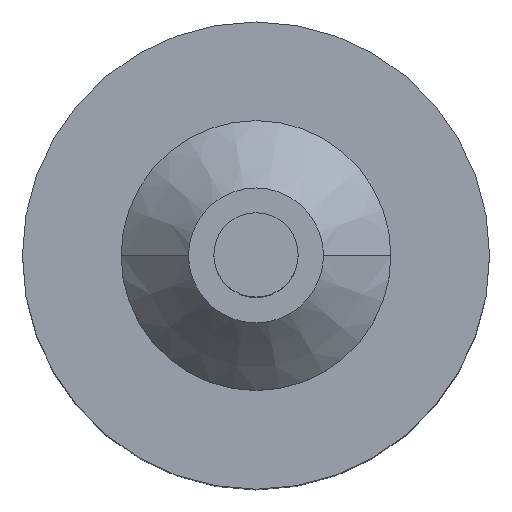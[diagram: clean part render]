
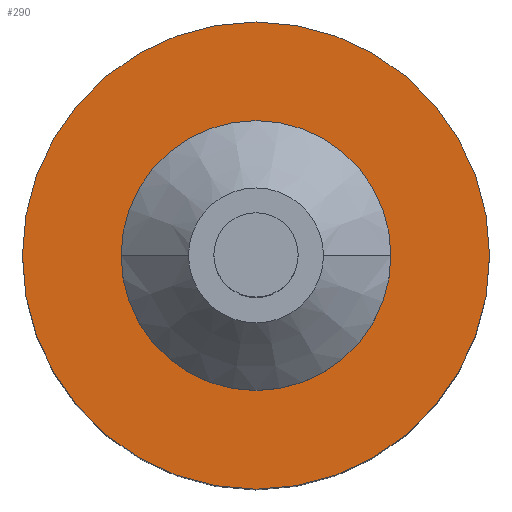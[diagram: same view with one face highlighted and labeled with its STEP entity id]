
A CAD part, top view. The second image highlights one B-rep face of the part: STEP entity #290.
In plain terms, the highlighted planar face has unit normal (0, 0, 1).
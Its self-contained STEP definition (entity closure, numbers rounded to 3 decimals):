
#5 = VERTEX_POINT ( 'NONE', #311 ) ;
#87 = DIRECTION ( 'NONE',  ( 0., 0., 1. ) ) ;
#100 = VERTEX_POINT ( 'NONE', #221 ) ;
#101 = CARTESIAN_POINT ( 'NONE',  ( -13.85, 0., 26.2 ) ) ;
#116 = EDGE_CURVE ( 'NONE', #5, #555, #570, .T. ) ;
#118 = FACE_BOUND ( 'NONE', #510, .T. ) ;
#125 = EDGE_CURVE ( 'NONE', #100, #252, #598, .T. ) ;
#150 = CARTESIAN_POINT ( 'NONE',  ( 0., 0., 26.2 ) ) ;
#182 = EDGE_CURVE ( 'NONE', #555, #5, #631, .T. ) ;
#197 = ORIENTED_EDGE ( 'NONE', *, *, #666, .F. ) ;
#221 = CARTESIAN_POINT ( 'NONE',  ( -8., 0., 26.2 ) ) ;
#223 = AXIS2_PLACEMENT_3D ( 'NONE', #652, #87, #327 ) ;
#236 = FACE_OUTER_BOUND ( 'NONE', #610, .T. ) ;
#252 = VERTEX_POINT ( 'NONE', #539 ) ;
#278 = CARTESIAN_POINT ( 'NONE',  ( 0., 0., 26.2 ) ) ;
#290 = ADVANCED_FACE ( 'NONE', ( #118, #236 ), #726, .T. ) ;
#307 = AXIS2_PLACEMENT_3D ( 'NONE', #355, #476, #423 ) ;
#311 = CARTESIAN_POINT ( 'NONE',  ( 13.85, 0., 26.2 ) ) ;
#319 = ORIENTED_EDGE ( 'NONE', *, *, #125, .F. ) ;
#327 = DIRECTION ( 'NONE',  ( 1., 0., 0. ) ) ;
#334 = ORIENTED_EDGE ( 'NONE', *, *, #116, .T. ) ;
#355 = CARTESIAN_POINT ( 'NONE',  ( 0., 0., 26.2 ) ) ;
#371 = ORIENTED_EDGE ( 'NONE', *, *, #182, .T. ) ;
#388 = AXIS2_PLACEMENT_3D ( 'NONE', #391, #642, #633 ) ;
#391 = CARTESIAN_POINT ( 'NONE',  ( 0., 0., 26.2 ) ) ;
#397 = DIRECTION ( 'NONE',  ( 0., 0., 1. ) ) ;
#419 = AXIS2_PLACEMENT_3D ( 'NONE', #150, #764, #468 ) ;
#423 = DIRECTION ( 'NONE',  ( 1., 0., 0. ) ) ;
#468 = DIRECTION ( 'NONE',  ( 1., 0., 0. ) ) ;
#476 = DIRECTION ( 'NONE',  ( 0., 0., 1. ) ) ;
#510 = EDGE_LOOP ( 'NONE', ( #197, #319 ) ) ;
#539 = CARTESIAN_POINT ( 'NONE',  ( 8., 0., 26.2 ) ) ;
#555 = VERTEX_POINT ( 'NONE', #101 ) ;
#570 = CIRCLE ( 'NONE', #223, 13.85 ) ;
#598 = CIRCLE ( 'NONE', #419, 8. ) ;
#610 = EDGE_LOOP ( 'NONE', ( #334, #371 ) ) ;
#631 = CIRCLE ( 'NONE', #693, 13.85 ) ;
#633 = DIRECTION ( 'NONE',  ( 1., 0., 0. ) ) ;
#642 = DIRECTION ( 'NONE',  ( 0., 0., 1. ) ) ;
#647 = DIRECTION ( 'NONE',  ( 1., 0., 0. ) ) ;
#652 = CARTESIAN_POINT ( 'NONE',  ( 0., 0., 26.2 ) ) ;
#666 = EDGE_CURVE ( 'NONE', #252, #100, #702, .T. ) ;
#693 = AXIS2_PLACEMENT_3D ( 'NONE', #278, #397, #647 ) ;
#702 = CIRCLE ( 'NONE', #388, 8. ) ;
#726 = PLANE ( 'NONE',  #307 ) ;
#764 = DIRECTION ( 'NONE',  ( 0., 0., 1. ) ) ;
